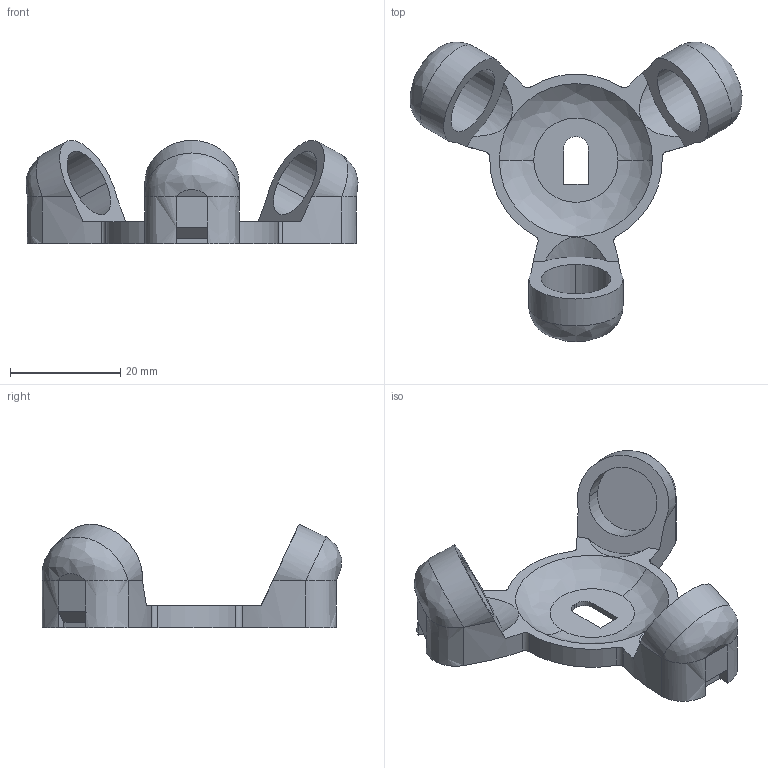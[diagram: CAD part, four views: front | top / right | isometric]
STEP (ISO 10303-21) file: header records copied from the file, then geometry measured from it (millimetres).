
FILE_DESCRIPTION(/* description */ ('STEP AP242','CAx-IF Rec.Pracs.---Representation and Presentation of Product Manufacturing Information (PMI)---4.0---2014-10-13','CAx-IF Rec.Pracs.---3D Tessellated Geometry---0.4---2014-09-14','2;1'),/* implementation_level */ '2;1');
FILE_NAME(/* name */ '68c5d68e0de51d6c2f5b7449',/* time_stamp */ '2025-09-13T20:39:43Z',/* author */ (''),/* organization */ (''),/* preprocessor_version */ 'ST-DEVELOPER v20',/* originating_system */ 'ONSHAPE BY PTC INC, 1.203',/* authorisation */ ' ');
FILE_SCHEMA (('AP242_MANAGED_MODEL_BASED_3D_ENGINEERING_MIM_LF { 1 0 10303 442 1 1 4 }'));
Length unit declared in the file: metre
Products named in the file (1): Top-support-38mm
Bounding box: 60.25 x 54.35 x 18.72 mm (x, y, z)
Volume: 8297.9 mm3; surface area: 6272.2 mm2
Topology: 1 solids, 1 shells, 72 faces, 189 edges, 123 vertices
Faces by surface type: bspline 72
Entity records: 3238 total; most frequent: CARTESIAN_POINT 1764, ORIENTED_EDGE 378, EDGE_CURVE 189, DIRECTION 184, VERTEX_POINT 123, EDGE_LOOP 78, FACE_BOUND 78, ADVANCED_FACE 72
